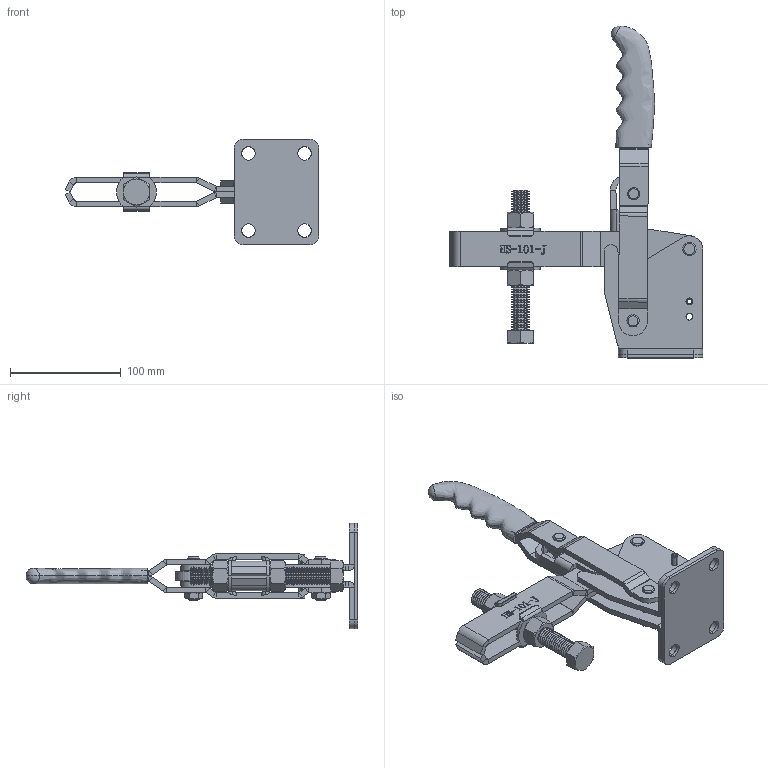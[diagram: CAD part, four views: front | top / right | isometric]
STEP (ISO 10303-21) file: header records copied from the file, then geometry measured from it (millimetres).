
FILE_DESCRIPTION (( 'STEP AP203' ), '1' );
FILE_NAME ('HS-101-J.STEP', '2019-07-24T11:27:29', ( '微软用户' ), ( '微软中国' ), 'SwSTEP 2.0', 'SolidWorks 2012', '' );
FILE_SCHEMA (( 'CONFIG_CONTROL_DESIGN' ));
Length unit declared in the file: millimetre
Products named in the file (19): 楊擘菁釱衵; 楊擘菁釱酘; HS-101-J; 粟俶种; hex jam nut_ai_HJNUT 0.3750-16-D-N; 101-J-08; 階杶; hex nut_ai_HNUT 0.6250-11-D-N; hex bolt_ai_HBOLT 0.6250-11x5x5-S; FW-580; 101-Jす菁; 蟀裝; 傻种; 眻忒梟蚾饜极; 忒梟; 忒參; U倰蚾饜极; U倰揤參; U倰揤參2
Assembly tree (24 placements, depth 3):
  HS-101-J
    楊擘菁釱酘
    楊擘菁釱衵
    U倰蚾饜极
      U倰揤參2
      U倰揤參
    眻忒梟蚾饜极
      忒參
      忒梟  x2
    傻种  x2
    蟀裝
    101-Jす菁
    FW-580  x2
    hex bolt_ai_HBOLT 0.6250-11x5x5-S
    hex nut_ai_HNUT 0.6250-11-D-N  x2
    階杶
    101-J-08  x2
    hex jam nut_ai_HJNUT 0.3750-16-D-N  x2
    粟俶种
Bounding box: 229.19 x 300.33 x 95.2 mm (x, y, z)
Volume: 353193.1 mm3; surface area: 169501.2 mm2
Topology: 22 solids, 22 shells, 1260 faces, 3148 edges, 1967 vertices
Faces by surface type: plane 504, cylinder 319, cone 300, bspline 116, torus 19, sphere 2
Entity records: 43795 total; most frequent: CARTESIAN_POINT 15224, ORIENTED_EDGE 5574, DIRECTION 5438, EDGE_CURVE 2787, AXIS2_PLACEMENT_3D 1953, VERTEX_POINT 1757, LINE 1532, VECTOR 1532
